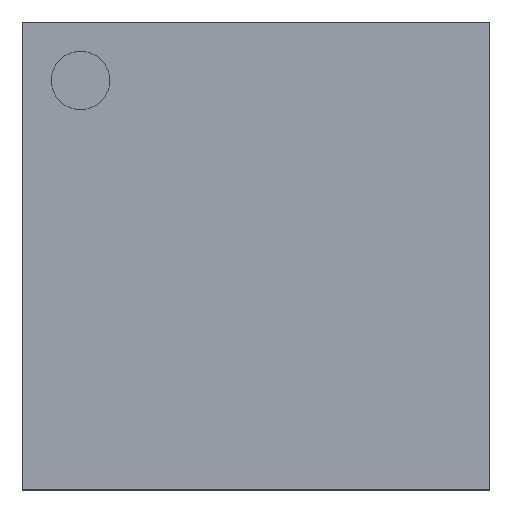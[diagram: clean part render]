
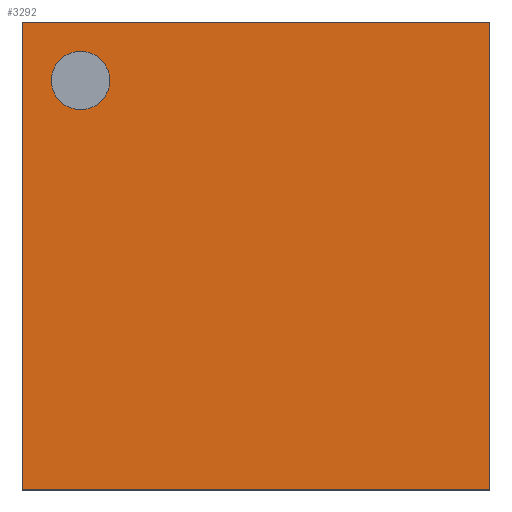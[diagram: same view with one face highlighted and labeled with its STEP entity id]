
A CAD part, top view. The second image highlights one B-rep face of the part: STEP entity #3292.
In plain terms, the highlighted planar face has unit normal (0, 0, 1).
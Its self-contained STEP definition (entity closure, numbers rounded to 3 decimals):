
#41 = VECTOR ( 'NONE', #518, 1000. ) ;
#301 = ORIENTED_EDGE ( 'NONE', *, *, #3300, .F. ) ;
#316 = VECTOR ( 'NONE', #2506, 1000. ) ;
#322 = AXIS2_PLACEMENT_3D ( 'NONE', #818, #2797, #3413 ) ;
#393 = VECTOR ( 'NONE', #1041, 1000. ) ;
#398 = CARTESIAN_POINT ( 'NONE',  ( -1.5, 1.5, 1.1 ) ) ;
#428 = ORIENTED_EDGE ( 'NONE', *, *, #3380, .F. ) ;
#438 = DIRECTION ( 'NONE',  ( 0., 0., 1. ) ) ;
#479 = VERTEX_POINT ( 'NONE', #3529 ) ;
#518 = DIRECTION ( 'NONE',  ( -1., 0., 0. ) ) ;
#553 = EDGE_CURVE ( 'NONE', #4035, #1894, #4214, .T. ) ;
#727 = VERTEX_POINT ( 'NONE', #3203 ) ;
#818 = CARTESIAN_POINT ( 'NONE',  ( 0., 0., 1.1 ) ) ;
#907 = AXIS2_PLACEMENT_3D ( 'NONE', #398, #2657, #1022 ) ;
#983 = CARTESIAN_POINT ( 'NONE',  ( -1.25, 1.5, 1.1 ) ) ;
#1022 = DIRECTION ( 'NONE',  ( 1., 0., 0. ) ) ;
#1023 = CARTESIAN_POINT ( 'NONE',  ( 2., 2., 1.1 ) ) ;
#1041 = DIRECTION ( 'NONE',  ( 0., -1., 0. ) ) ;
#1046 = LINE ( 'NONE', #3494, #316 ) ;
#1205 = CIRCLE ( 'NONE', #907, 0.25 ) ;
#1254 = VERTEX_POINT ( 'NONE', #2794 ) ;
#1382 = LINE ( 'NONE', #1811, #3055 ) ;
#1533 = EDGE_CURVE ( 'NONE', #1254, #727, #1046, .T. ) ;
#1572 = EDGE_LOOP ( 'NONE', ( #3010, #2486 ) ) ;
#1811 = CARTESIAN_POINT ( 'NONE',  ( -2., 2., 1.1 ) ) ;
#1825 = CARTESIAN_POINT ( 'NONE',  ( 2., -2., 1.1 ) ) ;
#1894 = VERTEX_POINT ( 'NONE', #2927 ) ;
#1953 = EDGE_CURVE ( 'NONE', #1894, #4035, #1205, .T. ) ;
#2423 = LINE ( 'NONE', #1825, #41 ) ;
#2470 = DIRECTION ( 'NONE',  ( 1., 0., 0. ) ) ;
#2486 = ORIENTED_EDGE ( 'NONE', *, *, #1953, .F. ) ;
#2506 = DIRECTION ( 'NONE',  ( 0., 1., 0. ) ) ;
#2532 = ORIENTED_EDGE ( 'NONE', *, *, #1533, .F. ) ;
#2569 = FACE_OUTER_BOUND ( 'NONE', #3727, .T. ) ;
#2598 = VERTEX_POINT ( 'NONE', #2952 ) ;
#2657 = DIRECTION ( 'NONE',  ( 0., 0., 1. ) ) ;
#2794 = CARTESIAN_POINT ( 'NONE',  ( -2., -2., 1.1 ) ) ;
#2797 = DIRECTION ( 'NONE',  ( 0., 0., -1. ) ) ;
#2925 = ORIENTED_EDGE ( 'NONE', *, *, #4123, .F. ) ;
#2927 = CARTESIAN_POINT ( 'NONE',  ( -1.75, 1.5, 1.1 ) ) ;
#2934 = LINE ( 'NONE', #1023, #393 ) ;
#2952 = CARTESIAN_POINT ( 'NONE',  ( 2., 2., 1.1 ) ) ;
#3010 = ORIENTED_EDGE ( 'NONE', *, *, #553, .F. ) ;
#3055 = VECTOR ( 'NONE', #2470, 1000. ) ;
#3099 = DIRECTION ( 'NONE',  ( 1., 0., 0. ) ) ;
#3203 = CARTESIAN_POINT ( 'NONE',  ( -2., 2., 1.1 ) ) ;
#3292 = ADVANCED_FACE ( 'NONE', ( #3452, #2569 ), #3750, .F. ) ;
#3300 = EDGE_CURVE ( 'NONE', #727, #2598, #1382, .T. ) ;
#3380 = EDGE_CURVE ( 'NONE', #479, #1254, #2423, .T. ) ;
#3413 = DIRECTION ( 'NONE',  ( 0., -1., 0. ) ) ;
#3452 = FACE_BOUND ( 'NONE', #1572, .T. ) ;
#3494 = CARTESIAN_POINT ( 'NONE',  ( -2., -2., 1.1 ) ) ;
#3529 = CARTESIAN_POINT ( 'NONE',  ( 2., -2., 1.1 ) ) ;
#3727 = EDGE_LOOP ( 'NONE', ( #2532, #428, #2925, #301 ) ) ;
#3734 = CARTESIAN_POINT ( 'NONE',  ( -1.5, 1.5, 1.1 ) ) ;
#3750 = PLANE ( 'NONE',  #322 ) ;
#4035 = VERTEX_POINT ( 'NONE', #983 ) ;
#4123 = EDGE_CURVE ( 'NONE', #2598, #479, #2934, .T. ) ;
#4214 = CIRCLE ( 'NONE', #4215, 0.25 ) ;
#4215 = AXIS2_PLACEMENT_3D ( 'NONE', #3734, #438, #3099 ) ;
